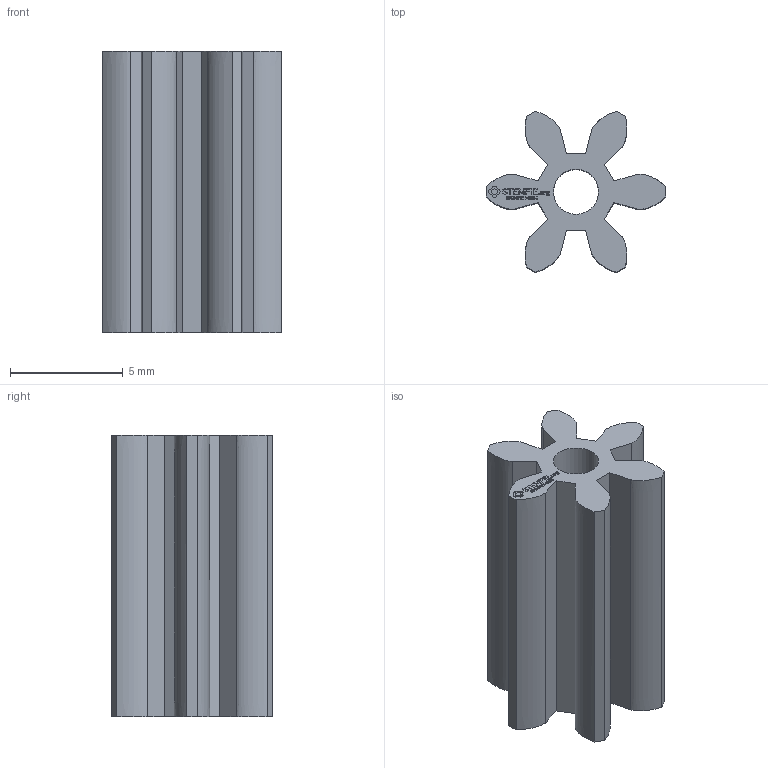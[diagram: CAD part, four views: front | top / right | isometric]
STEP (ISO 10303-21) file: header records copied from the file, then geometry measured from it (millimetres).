
FILE_DESCRIPTION(('FreeCAD Model'),'2;1');
FILE_NAME('Open CASCADE Shape Model','2024-03-09T16:12:42',(''),(''), 'Open CASCADE STEP processor 7.6','FreeCAD','Unknown');
FILE_SCHEMA(('AUTOMOTIVE_DESIGN { 1 0 10303 214 1 1 1 1 }'));
Length unit declared in the file: millimetre
Products named in the file (1): Gear Wheel PLN TTH06 BU01.00 SFT2.0mm - SPN-GWH-0004 (stemfie.org)
Bounding box: 7.99 x 7.15 x 12.5 mm (x, y, z)
Volume: 288.2 mm3; surface area: 599.7 mm2
Topology: 1 solids, 1 shells, 491 faces, 1371 edges, 914 vertices
Faces by surface type: plane 320, extrusion 170, cylinder 1
Full cylindrical faces by diameter (mm): 2 x1
Entity records: 34986 total; most frequent: CARTESIAN_POINT 8259, DIRECTION 4249, VECTOR 3599, LINE 3429, ORIENTED_EDGE 2742, PCURVE 2742, DEFINITIONAL_REPRESENTATION 2742, EDGE_CURVE 1371
